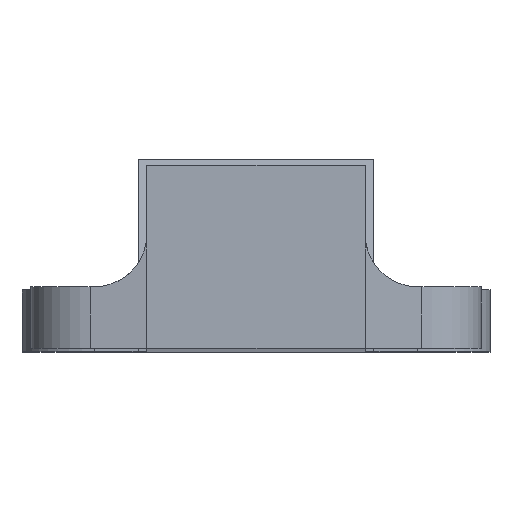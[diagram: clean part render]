
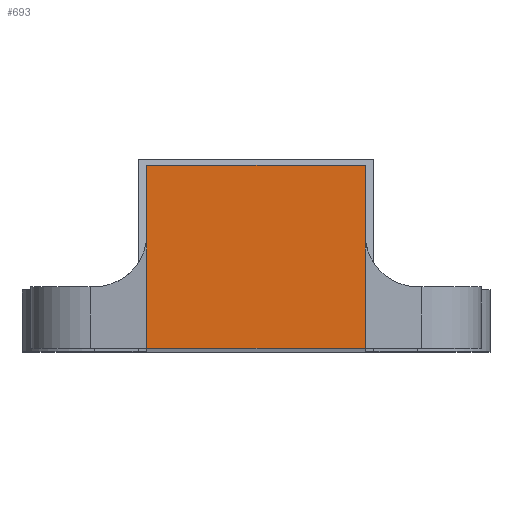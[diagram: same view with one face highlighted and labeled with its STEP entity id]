
A CAD part, top view. The second image highlights one B-rep face of the part: STEP entity #693.
In plain terms, the highlighted planar face has unit normal (0, 0, 1).
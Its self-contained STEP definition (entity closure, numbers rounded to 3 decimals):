
#24 = DIRECTION ( 'NONE',  ( 0., -1., 0. ) ) ;
#53 = CARTESIAN_POINT ( 'NONE',  ( -6.2, 8.7, 122.5 ) ) ;
#73 = DIRECTION ( 'NONE',  ( 0., 0., 1. ) ) ;
#106 = ORIENTED_EDGE ( 'NONE', *, *, #307, .T. ) ;
#137 = ORIENTED_EDGE ( 'NONE', *, *, #2172, .T. ) ;
#183 = ORIENTED_EDGE ( 'NONE', *, *, #2165, .T. ) ;
#199 = VERTEX_POINT ( 'NONE', #53 ) ;
#307 = EDGE_CURVE ( 'NONE', #199, #1871, #1698, .T. ) ;
#321 = CARTESIAN_POINT ( 'NONE',  ( 0., 0., 122.5 ) ) ;
#375 = CARTESIAN_POINT ( 'NONE',  ( 6.2, 8.7, 122.5 ) ) ;
#388 = ORIENTED_EDGE ( 'NONE', *, *, #1553, .T. ) ;
#433 = DIRECTION ( 'NONE',  ( 0., 1., 0. ) ) ;
#507 = DIRECTION ( 'NONE',  ( 1., 0., 0. ) ) ;
#510 = DIRECTION ( 'NONE',  ( 1., 0., 0. ) ) ;
#511 = DIRECTION ( 'NONE',  ( 0., -1., 0. ) ) ;
#611 = LINE ( 'NONE', #1419, #1530 ) ;
#662 = CARTESIAN_POINT ( 'NONE',  ( 6.2, -1.7, 122.5 ) ) ;
#693 = ADVANCED_FACE ( 'NONE', ( #1327 ), #2129, .T. ) ;
#738 = DIRECTION ( 'NONE',  ( -1., 0., 0. ) ) ;
#793 = ORIENTED_EDGE ( 'NONE', *, *, #2301, .T. ) ;
#822 = LINE ( 'NONE', #1215, #2327 ) ;
#886 = VECTOR ( 'NONE', #738, 1000. ) ;
#976 = VECTOR ( 'NONE', #433, 1000. ) ;
#1215 = CARTESIAN_POINT ( 'NONE',  ( 6.2, -1.7, 122.5 ) ) ;
#1261 = VECTOR ( 'NONE', #511, 1000. ) ;
#1287 = CARTESIAN_POINT ( 'NONE',  ( -6.2, -1.7, 122.5 ) ) ;
#1304 = EDGE_CURVE ( 'NONE', #1871, #1454, #611, .T. ) ;
#1327 = FACE_OUTER_BOUND ( 'NONE', #1358, .T. ) ;
#1358 = EDGE_LOOP ( 'NONE', ( #388, #106, #1404, #793, #137, #183 ) ) ;
#1404 = ORIENTED_EDGE ( 'NONE', *, *, #1304, .T. ) ;
#1419 = CARTESIAN_POINT ( 'NONE',  ( -6.2, 1.8, 122.5 ) ) ;
#1454 = VERTEX_POINT ( 'NONE', #2090 ) ;
#1490 = CARTESIAN_POINT ( 'NONE',  ( -6.2, 8.7, 122.5 ) ) ;
#1530 = VECTOR ( 'NONE', #24, 1000. ) ;
#1553 = EDGE_CURVE ( 'NONE', #2003, #199, #2505, .T. ) ;
#1649 = AXIS2_PLACEMENT_3D ( 'NONE', #321, #73, #507 ) ;
#1689 = VERTEX_POINT ( 'NONE', #2567 ) ;
#1698 = LINE ( 'NONE', #1490, #1261 ) ;
#1805 = CARTESIAN_POINT ( 'NONE',  ( 6.2, 8.7, 122.5 ) ) ;
#1871 = VERTEX_POINT ( 'NONE', #1921 ) ;
#1921 = CARTESIAN_POINT ( 'NONE',  ( -6.2, 4.8, 122.5 ) ) ;
#2003 = VERTEX_POINT ( 'NONE', #1805 ) ;
#2090 = CARTESIAN_POINT ( 'NONE',  ( -6.2, -1.7, 122.5 ) ) ;
#2129 = PLANE ( 'NONE',  #1649 ) ;
#2165 = EDGE_CURVE ( 'NONE', #1689, #2003, #2228, .T. ) ;
#2172 = EDGE_CURVE ( 'NONE', #2487, #1689, #822, .T. ) ;
#2228 = LINE ( 'NONE', #662, #976 ) ;
#2247 = VECTOR ( 'NONE', #510, 1000. ) ;
#2278 = DIRECTION ( 'NONE',  ( 0., 1., 0. ) ) ;
#2301 = EDGE_CURVE ( 'NONE', #1454, #2487, #2313, .T. ) ;
#2313 = LINE ( 'NONE', #1287, #2247 ) ;
#2327 = VECTOR ( 'NONE', #2278, 1000. ) ;
#2430 = CARTESIAN_POINT ( 'NONE',  ( 6.2, -1.7, 122.5 ) ) ;
#2487 = VERTEX_POINT ( 'NONE', #2430 ) ;
#2505 = LINE ( 'NONE', #375, #886 ) ;
#2567 = CARTESIAN_POINT ( 'NONE',  ( 6.2, 4.8, 122.5 ) ) ;
